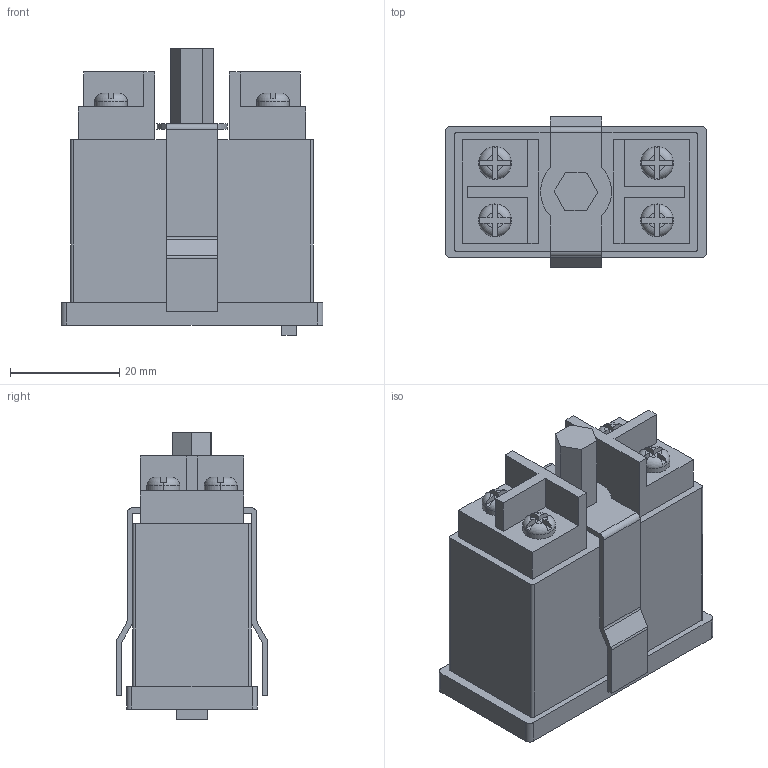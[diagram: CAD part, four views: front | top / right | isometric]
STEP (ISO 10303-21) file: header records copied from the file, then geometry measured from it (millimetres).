
FILE_DESCRIPTION (( 'STEP AP214' ), '1' );
FILE_NAME ('CDAT1.STEP', '2025-07-03T07:05:49', ( '微软用户' ), ( '微软中国' ), 'SwSTEP 2.0', 'SolidWorks 2014', '' );
FILE_SCHEMA (( 'AUTOMOTIVE_DESIGN' ));
Length unit declared in the file: millimetre
Products named in the file (1): CDAT1
Bounding box: 48 x 27.8 x 52.6 mm (x, y, z)
Volume: 39123.6 mm3; surface area: 10365 mm2
Topology: 1 solids, 1 shells, 257 faces, 702 edges, 464 vertices
Faces by surface type: plane 193, bspline 31, cylinder 25, torus 8
Entity records: 9754 total; most frequent: CARTESIAN_POINT 3383, ORIENTED_EDGE 1404, DIRECTION 1160, EDGE_CURVE 702, VECTOR 510, LINE 510, VERTEX_POINT 464, AXIS2_PLACEMENT_3D 325
